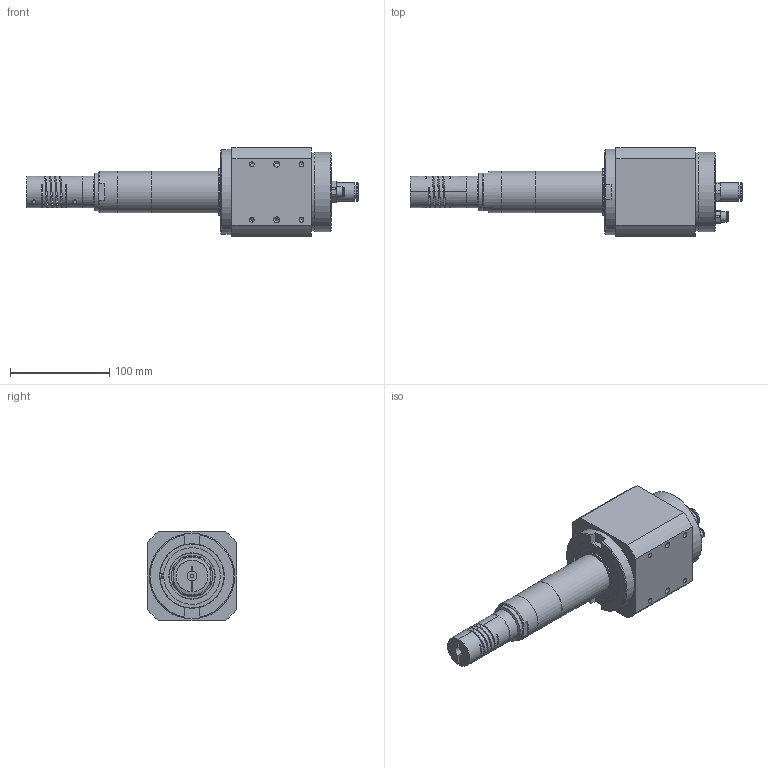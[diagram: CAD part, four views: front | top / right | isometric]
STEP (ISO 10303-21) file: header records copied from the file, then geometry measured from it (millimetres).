
FILE_DESCRIPTION((''),'2;1');
FILE_NAME('RBS 38-520 AX25_60001335.stp','2008-07-14T08:35:13',('rmorof'),(''),'Autodesk Inventor 2008','Autodesk Inventor 2008','');
FILE_SCHEMA(('CONFIG_CONTROL_DESIGN'));
Length unit declared in the file: millimetre
Products named in the file (1): RBS 38-520 AX25_60001335
Bounding box: 334.3 x 90 x 90 mm (x, y, z)
Volume: 1011700 mm3; surface area: 92999.3 mm2
Topology: 3 solids, 4 shells, 313 faces, 753 edges, 480 vertices
Faces by surface type: plane 133, cylinder 98, cone 47, bspline 20, torus 15
Full cylindrical faces by diameter (mm): 5 x1, 6 x1, 7.2 x1, 8.565 x1, 9.9 x1, 10.6 x1, 12 x1, 13.2 x1, 14.95 x1, 16.662 x1, 16.713 x1, 18.5 x2, 25 x1, 30 x1, 32 x1, 38 x1, 41.5 x2, 42 x1, 46 x1, 46.5 x1, 78.178 x1, 80 x1, 86 x1
Entity records: 10614 total; most frequent: CARTESIAN_POINT 3448, DIRECTION 1402, ORIENTED_EDGE 1339, EDGE_CURVE 670, AXIS2_PLACEMENT_3D 556, VERTEX_POINT 453, EDGE_LOOP 418, FACE_OUTER_BOUND 313
